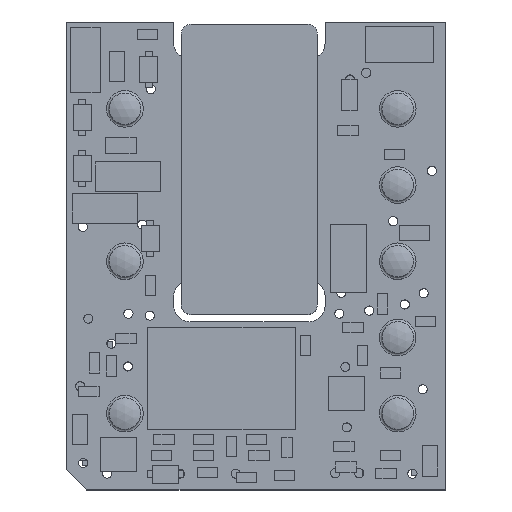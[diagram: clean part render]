
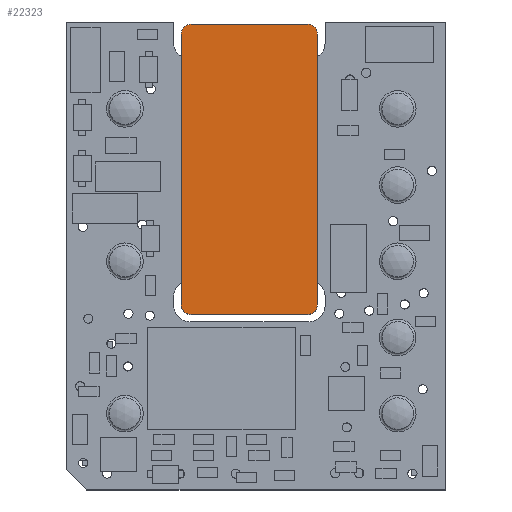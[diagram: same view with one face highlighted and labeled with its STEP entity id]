
A CAD part, top view. The second image highlights one B-rep face of the part: STEP entity #22323.
In plain terms, the highlighted planar face has unit normal (0, 0, 1).
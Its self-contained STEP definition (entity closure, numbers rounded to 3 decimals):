
#576 = AXIS2_PLACEMENT_3D ( 'NONE', #5343, #24975, #8191 ) ;
#2447 = EDGE_CURVE ( 'NONE', #18980, #24534, #8639, .T. ) ;
#2813 = EDGE_CURVE ( 'NONE', #18980, #3473, #27393, .T. ) ;
#3473 = VERTEX_POINT ( 'NONE', #26620 ) ;
#4114 = DIRECTION ( 'NONE',  ( 0., 0., 1. ) ) ;
#4394 = DIRECTION ( 'NONE',  ( 0., 0., 1. ) ) ;
#4854 = ORIENTED_EDGE ( 'NONE', *, *, #22283, .F. ) ;
#5093 = VERTEX_POINT ( 'NONE', #31249 ) ;
#5110 = CARTESIAN_POINT ( 'NONE',  ( 12.544, 23.287, 4.635 ) ) ;
#5343 = CARTESIAN_POINT ( 'NONE',  ( 5.744, 23.287, 4.635 ) ) ;
#6565 = AXIS2_PLACEMENT_3D ( 'NONE', #15700, #35263, #18480 ) ;
#6758 = DIRECTION ( 'NONE',  ( 1., 0., 0. ) ) ;
#6956 = ORIENTED_EDGE ( 'NONE', *, *, #11959, .T. ) ;
#7672 = ORIENTED_EDGE ( 'NONE', *, *, #2447, .F. ) ;
#7970 = VECTOR ( 'NONE', #28498, 1000. ) ;
#8056 = AXIS2_PLACEMENT_3D ( 'NONE', #21215, #4394, #24032 ) ;
#8191 = DIRECTION ( 'NONE',  ( 0., -1., 0. ) ) ;
#8530 = CARTESIAN_POINT ( 'NONE',  ( 12.044, 8.767, 4.635 ) ) ;
#8639 = LINE ( 'NONE', #29166, #16119 ) ;
#9313 = LINE ( 'NONE', #5110, #24196 ) ;
#9739 = AXIS2_PLACEMENT_3D ( 'NONE', #20916, #4114, #23744 ) ;
#11222 = ORIENTED_EDGE ( 'NONE', *, *, #2813, .T. ) ;
#11751 = CARTESIAN_POINT ( 'NONE',  ( 5.744, 23.287, 4.635 ) ) ;
#11959 = EDGE_CURVE ( 'NONE', #32444, #5093, #12804, .T. ) ;
#12622 = ORIENTED_EDGE ( 'NONE', *, *, #14626, .F. ) ;
#12804 = CIRCLE ( 'NONE', #8056, 0.5 ) ;
#14136 = CARTESIAN_POINT ( 'NONE',  ( 12.544, 9.267, 4.635 ) ) ;
#14626 = EDGE_CURVE ( 'NONE', #14817, #5093, #30677, .T. ) ;
#14817 = VERTEX_POINT ( 'NONE', #8530 ) ;
#15460 = CARTESIAN_POINT ( 'NONE',  ( 5.744, 8.767, 4.635 ) ) ;
#15491 = LINE ( 'NONE', #11751, #7970 ) ;
#15700 = CARTESIAN_POINT ( 'NONE',  ( 12.044, 9.267, 4.635 ) ) ;
#15857 = CARTESIAN_POINT ( 'NONE',  ( 12.044, 22.787, 4.635 ) ) ;
#15885 = FACE_OUTER_BOUND ( 'NONE', #29346, .T. ) ;
#16119 = VECTOR ( 'NONE', #6758, 1000. ) ;
#16298 = EDGE_CURVE ( 'NONE', #32444, #3473, #15491, .T. ) ;
#16521 = VERTEX_POINT ( 'NONE', #14136 ) ;
#16825 = EDGE_CURVE ( 'NONE', #33335, #24534, #30226, .T. ) ;
#17125 = CARTESIAN_POINT ( 'NONE',  ( 6.244, 23.287, 4.635 ) ) ;
#18480 = DIRECTION ( 'NONE',  ( 0., -1., 0. ) ) ;
#18621 = DIRECTION ( 'NONE',  ( 0., -1., 0. ) ) ;
#18980 = VERTEX_POINT ( 'NONE', #17125 ) ;
#20916 = CARTESIAN_POINT ( 'NONE',  ( 6.244, 22.787, 4.635 ) ) ;
#21215 = CARTESIAN_POINT ( 'NONE',  ( 6.244, 9.267, 4.635 ) ) ;
#22283 = EDGE_CURVE ( 'NONE', #33335, #16521, #9313, .T. ) ;
#22323 = ADVANCED_FACE ( 'NONE', ( #15885 ), #24851, .F. ) ;
#22352 = VECTOR ( 'NONE', #29372, 1000. ) ;
#23744 = DIRECTION ( 'NONE',  ( 0., -1., 0. ) ) ;
#24032 = DIRECTION ( 'NONE',  ( 0., -1., 0. ) ) ;
#24196 = VECTOR ( 'NONE', #35756, 1000. ) ;
#24299 = EDGE_CURVE ( 'NONE', #14817, #16521, #32546, .T. ) ;
#24534 = VERTEX_POINT ( 'NONE', #27863 ) ;
#24851 = PLANE ( 'NONE',  #576 ) ;
#24975 = DIRECTION ( 'NONE',  ( 0., 0., -1. ) ) ;
#25112 = ORIENTED_EDGE ( 'NONE', *, *, #24299, .T. ) ;
#26620 = CARTESIAN_POINT ( 'NONE',  ( 5.744, 22.787, 4.635 ) ) ;
#27393 = CIRCLE ( 'NONE', #9739, 0.5 ) ;
#27863 = CARTESIAN_POINT ( 'NONE',  ( 12.044, 23.287, 4.635 ) ) ;
#28498 = DIRECTION ( 'NONE',  ( 0., 1., 0. ) ) ;
#29166 = CARTESIAN_POINT ( 'NONE',  ( 5.744, 23.287, 4.635 ) ) ;
#29346 = EDGE_LOOP ( 'NONE', ( #4854, #34992, #7672, #11222, #31910, #6956, #12622, #25112 ) ) ;
#29372 = DIRECTION ( 'NONE',  ( -1., 0., 0. ) ) ;
#30226 = CIRCLE ( 'NONE', #33170, 0.5 ) ;
#30677 = LINE ( 'NONE', #15460, #22352 ) ;
#30787 = CARTESIAN_POINT ( 'NONE',  ( 12.544, 22.787, 4.635 ) ) ;
#31249 = CARTESIAN_POINT ( 'NONE',  ( 6.244, 8.767, 4.635 ) ) ;
#31910 = ORIENTED_EDGE ( 'NONE', *, *, #16298, .F. ) ;
#32444 = VERTEX_POINT ( 'NONE', #35161 ) ;
#32546 = CIRCLE ( 'NONE', #6565, 0.5 ) ;
#33170 = AXIS2_PLACEMENT_3D ( 'NONE', #15857, #35404, #18621 ) ;
#33335 = VERTEX_POINT ( 'NONE', #30787 ) ;
#34992 = ORIENTED_EDGE ( 'NONE', *, *, #16825, .T. ) ;
#35161 = CARTESIAN_POINT ( 'NONE',  ( 5.744, 9.267, 4.635 ) ) ;
#35263 = DIRECTION ( 'NONE',  ( 0., 0., 1. ) ) ;
#35404 = DIRECTION ( 'NONE',  ( 0., 0., 1. ) ) ;
#35756 = DIRECTION ( 'NONE',  ( 0., -1., 0. ) ) ;
